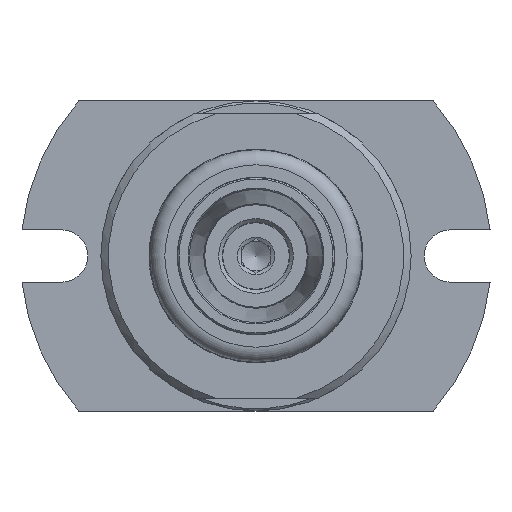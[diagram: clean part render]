
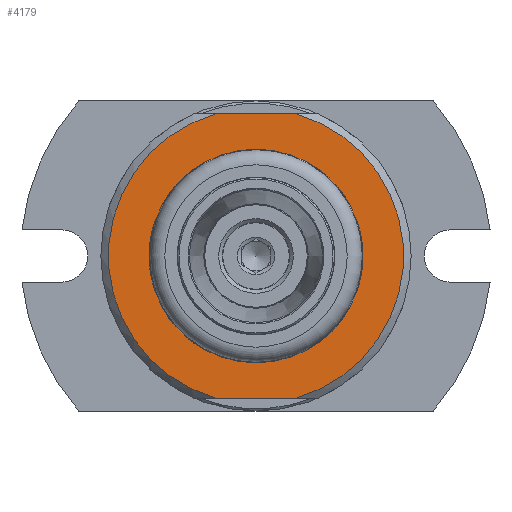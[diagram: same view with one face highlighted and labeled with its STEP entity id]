
A CAD part, left-side view. The second image highlights one B-rep face of the part: STEP entity #4179.
In plain terms, the highlighted planar face has unit normal (-1, 0, 0).
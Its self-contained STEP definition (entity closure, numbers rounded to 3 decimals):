
#348=FACE_BOUND('',#1453,.T.);
#565=LINE('',#7907,#834);
#569=LINE('',#7923,#838);
#834=VECTOR('',#5488,10.);
#838=VECTOR('',#5496,10.);
#992=PLANE('',#4584);
#1185=FACE_OUTER_BOUND('',#1452,.T.);
#1452=EDGE_LOOP('',(#3604,#3605,#3606,#3607));
#1453=EDGE_LOOP('',(#3608));
#1680=CIRCLE('',#4580,19.75);
#1681=CIRCLE('',#4583,8.);
#1682=CIRCLE('',#4585,19.75);
#2090=VERTEX_POINT('',#7902);
#2091=VERTEX_POINT('',#7906);
#2094=VERTEX_POINT('',#7918);
#2095=VERTEX_POINT('',#7922);
#2096=VERTEX_POINT('',#7933);
#2609=EDGE_CURVE('',#2091,#2090,#565,.T.);
#2615=EDGE_CURVE('',#2095,#2094,#569,.T.);
#2618=EDGE_CURVE('',#2091,#2094,#1680,.T.);
#2620=EDGE_CURVE('',#2096,#2096,#1681,.T.);
#2621=EDGE_CURVE('',#2095,#2090,#1682,.T.);
#3604=ORIENTED_EDGE('',*,*,#2609,.T.);
#3605=ORIENTED_EDGE('',*,*,#2621,.F.);
#3606=ORIENTED_EDGE('',*,*,#2615,.T.);
#3607=ORIENTED_EDGE('',*,*,#2618,.F.);
#3608=ORIENTED_EDGE('',*,*,#2620,.T.);
#4179=ADVANCED_FACE('',(#1185,#348),#992,.T.);
#4580=AXIS2_PLACEMENT_3D('',#7930,#5503,#5504);
#4583=AXIS2_PLACEMENT_3D('',#7935,#5510,#5511);
#4584=AXIS2_PLACEMENT_3D('',#7936,#5512,#5513);
#4585=AXIS2_PLACEMENT_3D('',#7937,#5514,#5515);
#5488=DIRECTION('',(0.,-1.,0.));
#5496=DIRECTION('',(0.,1.,0.));
#5503=DIRECTION('center_axis',(1.,0.,0.));
#5504=DIRECTION('ref_axis',(0.,1.,0.));
#5510=DIRECTION('center_axis',(1.,0.,0.));
#5511=DIRECTION('ref_axis',(0.,1.,0.));
#5512=DIRECTION('center_axis',(-1.,0.,0.));
#5513=DIRECTION('ref_axis',(0.,0.,1.));
#5514=DIRECTION('center_axis',(1.,0.,0.));
#5515=DIRECTION('ref_axis',(0.,1.,0.));
#7902=CARTESIAN_POINT('',(-8.6,-5.391,-19.));
#7906=CARTESIAN_POINT('',(-8.6,5.391,-19.));
#7907=CARTESIAN_POINT('',(-8.6,1.392,-19.));
#7918=CARTESIAN_POINT('',(-8.6,5.391,19.));
#7922=CARTESIAN_POINT('',(-8.6,-5.391,19.));
#7923=CARTESIAN_POINT('',(-8.6,12.483,19.));
#7930=CARTESIAN_POINT('Origin',(-8.6,0.,0.));
#7933=CARTESIAN_POINT('',(-8.6,-8.,0.));
#7935=CARTESIAN_POINT('Origin',(-8.6,0.,0.));
#7936=CARTESIAN_POINT('Origin',(-8.6,13.875,0.));
#7937=CARTESIAN_POINT('Origin',(-8.6,0.,0.));
